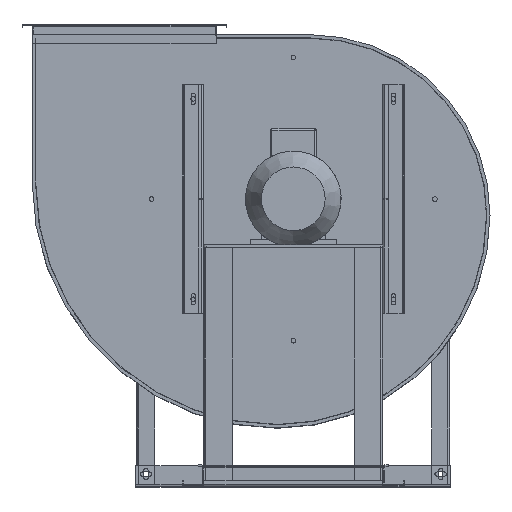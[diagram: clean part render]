
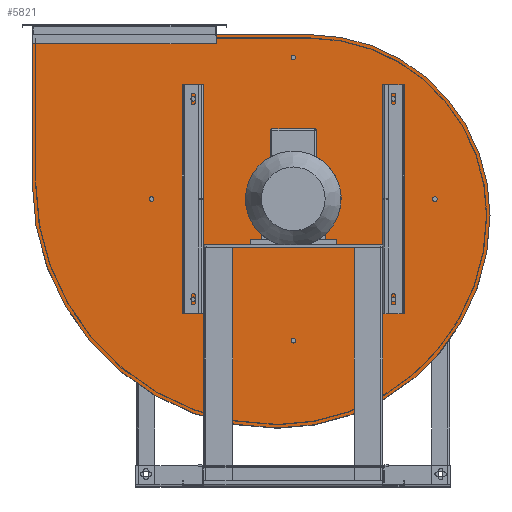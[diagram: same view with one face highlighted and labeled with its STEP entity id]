
A CAD part, top view. The second image highlights one B-rep face of the part: STEP entity #5821.
In plain terms, the highlighted planar face has unit normal (0, 0, 1).
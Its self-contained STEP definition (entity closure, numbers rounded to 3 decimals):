
#5821=ADVANCED_FACE('',(#17057,#17059,#17061,#17063,#17065,#17067,#17069,#17071,
#17073,#17075),#17077,.T.);
#17057=FACE_BOUND('',#17058,.T.);
#17058=EDGE_LOOP('',(#27250,#27251,#27252,#27253,#27254));
#17059=FACE_BOUND('',#17060,.T.);
#17060=EDGE_LOOP('',(#27255));
#17061=FACE_BOUND('',#17062,.T.);
#17062=EDGE_LOOP('',(#27256));
#17063=FACE_BOUND('',#17064,.T.);
#17064=EDGE_LOOP('',(#27257));
#17065=FACE_BOUND('',#17066,.T.);
#17066=EDGE_LOOP('',(#27258));
#17067=FACE_BOUND('',#17068,.T.);
#17068=EDGE_LOOP('',(#27259));
#17069=FACE_BOUND('',#17070,.T.);
#17070=EDGE_LOOP('',(#27260));
#17071=FACE_BOUND('',#17072,.T.);
#17072=EDGE_LOOP('',(#27261));
#17073=FACE_BOUND('',#17074,.T.);
#17074=EDGE_LOOP('',(#27262));
#17075=FACE_BOUND('',#17076,.T.);
#17076=EDGE_LOOP('',(#27263));
#17077=PLANE('',#17078);
#17078=AXIS2_PLACEMENT_3D('',#17079,#17080,#17081);
#17079=CARTESIAN_POINT('',(-312.5,1005.,636.));
#17080=DIRECTION('',(0.,0.,1.));
#17081=DIRECTION('',(1.,0.,0.));
#27250=ORIENTED_EDGE('',*,*,#32265,.T.);
#27251=ORIENTED_EDGE('',*,*,#32266,.T.);
#27252=ORIENTED_EDGE('',*,*,#32267,.T.);
#27253=ORIENTED_EDGE('',*,*,#32268,.T.);
#27254=ORIENTED_EDGE('',*,*,#32269,.T.);
#27255=ORIENTED_EDGE('',*,*,#32270,.T.);
#27256=ORIENTED_EDGE('',*,*,#32271,.T.);
#27257=ORIENTED_EDGE('',*,*,#32272,.T.);
#27258=ORIENTED_EDGE('',*,*,#32273,.T.);
#27259=ORIENTED_EDGE('',*,*,#32274,.T.);
#27260=ORIENTED_EDGE('',*,*,#32275,.T.);
#27261=ORIENTED_EDGE('',*,*,#32276,.T.);
#27262=ORIENTED_EDGE('',*,*,#32277,.T.);
#27263=ORIENTED_EDGE('',*,*,#32278,.T.);
#32265=EDGE_CURVE('',#36418,#36419,#36420,.T.);
#32266=EDGE_CURVE('',#36419,#36421,#36422,.T.);
#32267=EDGE_CURVE('',#36421,#36423,#36424,.T.);
#32268=EDGE_CURVE('',#36423,#36425,#36426,.T.);
#32269=EDGE_CURVE('',#36425,#36418,#36427,.T.);
#32270=EDGE_CURVE('',#36428,#36428,#36429,.F.);
#32271=EDGE_CURVE('',#36430,#36430,#36431,.F.);
#32272=EDGE_CURVE('',#36432,#36432,#36433,.F.);
#32273=EDGE_CURVE('',#36434,#36434,#36435,.F.);
#32274=EDGE_CURVE('',#36436,#36436,#36437,.F.);
#32275=EDGE_CURVE('',#36438,#36438,#36439,.F.);
#32276=EDGE_CURVE('',#36440,#36440,#36441,.F.);
#32277=EDGE_CURVE('',#36442,#36442,#36443,.F.);
#32278=EDGE_CURVE('',#36444,#36444,#36445,.F.);
#36418=VERTEX_POINT('',#45101);
#36419=VERTEX_POINT('',#45102);
#36420=CIRCLE('',#45103,743.6);
#36421=VERTEX_POINT('',#45107);
#36422=CIRCLE('',#45108,631.1);
#36423=VERTEX_POINT('',#45112);
#36424=LINE('',#45113,#45114);
#36425=VERTEX_POINT('',#45116);
#36426=LINE('',#45117,#45118);
#36427=CIRCLE('',#45120,856.1);
#36428=VERTEX_POINT('',#45124);
#36429=CIRCLE('',#45125,50.);
#36430=VERTEX_POINT('',#45129);
#36431=CIRCLE('',#45130,8.);
#36432=VERTEX_POINT('',#45134);
#36433=CIRCLE('',#45135,8.);
#36434=VERTEX_POINT('',#45139);
#36435=CIRCLE('',#45140,8.);
#36436=VERTEX_POINT('',#45144);
#36437=CIRCLE('',#45145,8.);
#36438=VERTEX_POINT('',#45149);
#36439=CIRCLE('',#45150,8.);
#36440=VERTEX_POINT('',#45154);
#36441=CIRCLE('',#45155,8.);
#36442=VERTEX_POINT('',#45159);
#36443=CIRCLE('',#45160,8.);
#36444=VERTEX_POINT('',#45164);
#36445=CIRCLE('',#45165,8.);
#45101=CARTESIAN_POINT('',(-368.75,205.15,636.));
#45102=CARTESIAN_POINT('',(374.85,948.75,636.));
#45103=AXIS2_PLACEMENT_3D('',#45104,#45105,#45106);
#45104=CARTESIAN_POINT('',(-368.75,948.75,636.));
#45105=DIRECTION('',(0.,0.,1.));
#45106=DIRECTION('',(0.,-1.,0.));
#45107=CARTESIAN_POINT('',(-256.25,1579.85,636.));
#45108=AXIS2_PLACEMENT_3D('',#45109,#45110,#45111);
#45109=CARTESIAN_POINT('',(-256.25,948.75,636.));
#45110=DIRECTION('',(0.,0.,1.));
#45111=DIRECTION('',(1.,0.,0.));
#45112=CARTESIAN_POINT('',(-1224.85,1579.85,636.));
#45113=CARTESIAN_POINT('',(-256.25,1579.85,636.));
#45114=VECTOR('',#45115,1.);
#45115=DIRECTION('',(-1.,0.,0.));
#45116=CARTESIAN_POINT('',(-1224.85,1061.25,636.));
#45117=CARTESIAN_POINT('',(-1224.85,1579.85,636.));
#45118=VECTOR('',#45119,1.);
#45119=DIRECTION('',(0.,-1.,0.));
#45120=AXIS2_PLACEMENT_3D('',#45121,#45122,#45123);
#45121=CARTESIAN_POINT('',(-368.75,1061.25,636.));
#45122=DIRECTION('',(0.,0.,1.));
#45123=DIRECTION('',(-1.,0.,0.));
#45124=CARTESIAN_POINT('',(-262.5,1005.,636.));
#45125=AXIS2_PLACEMENT_3D('',#45126,#45127,#45128);
#45126=CARTESIAN_POINT('',(-312.5,1005.,636.));
#45127=DIRECTION('',(0.,0.,1.));
#45128=DIRECTION('',(1.,0.,0.));
#45129=CARTESIAN_POINT('',(-799.475,1005.,636.));
#45130=AXIS2_PLACEMENT_3D('',#45131,#45132,#45133);
#45131=CARTESIAN_POINT('',(-807.475,1005.,636.));
#45132=DIRECTION('',(0.,0.,1.));
#45133=DIRECTION('',(1.,0.,0.));
#45134=CARTESIAN_POINT('',(-304.5,1499.975,636.));
#45135=AXIS2_PLACEMENT_3D('',#45136,#45137,#45138);
#45136=CARTESIAN_POINT('',(-312.5,1499.975,636.));
#45137=DIRECTION('',(0.,0.,1.));
#45138=DIRECTION('',(1.,0.,0.));
#45139=CARTESIAN_POINT('',(45.5,1355.,636.));
#45140=AXIS2_PLACEMENT_3D('',#45141,#45142,#45143);
#45141=CARTESIAN_POINT('',(37.5,1355.,636.));
#45142=DIRECTION('',(0.,0.,1.));
#45143=DIRECTION('',(1.,0.,0.));
#45144=CARTESIAN_POINT('',(-654.5,1355.,636.));
#45145=AXIS2_PLACEMENT_3D('',#45146,#45147,#45148);
#45146=CARTESIAN_POINT('',(-662.5,1355.,636.));
#45147=DIRECTION('',(0.,0.,1.));
#45148=DIRECTION('',(1.,0.,0.));
#45149=CARTESIAN_POINT('',(190.475,1005.,636.));
#45150=AXIS2_PLACEMENT_3D('',#45151,#45152,#45153);
#45151=CARTESIAN_POINT('',(182.475,1005.,636.));
#45152=DIRECTION('',(0.,0.,1.));
#45153=DIRECTION('',(1.,0.,0.));
#45154=CARTESIAN_POINT('',(45.5,655.,636.));
#45155=AXIS2_PLACEMENT_3D('',#45156,#45157,#45158);
#45156=CARTESIAN_POINT('',(37.5,655.,636.));
#45157=DIRECTION('',(0.,0.,1.));
#45158=DIRECTION('',(1.,0.,0.));
#45159=CARTESIAN_POINT('',(-304.5,510.025,636.));
#45160=AXIS2_PLACEMENT_3D('',#45161,#45162,#45163);
#45161=CARTESIAN_POINT('',(-312.5,510.025,636.));
#45162=DIRECTION('',(0.,0.,1.));
#45163=DIRECTION('',(1.,0.,0.));
#45164=CARTESIAN_POINT('',(-654.5,655.,636.));
#45165=AXIS2_PLACEMENT_3D('',#45166,#45167,#45168);
#45166=CARTESIAN_POINT('',(-662.5,655.,636.));
#45167=DIRECTION('',(0.,0.,1.));
#45168=DIRECTION('',(1.,0.,0.));
